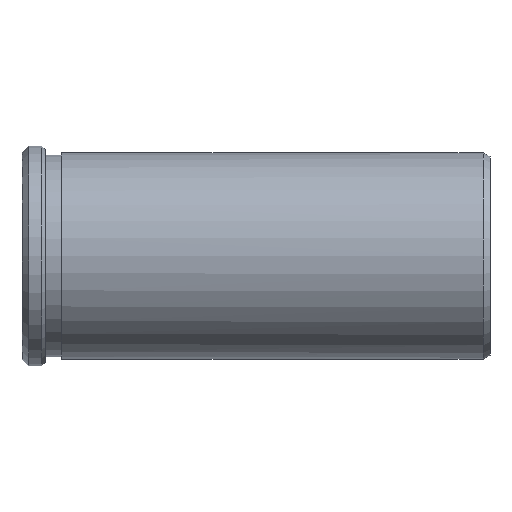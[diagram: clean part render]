
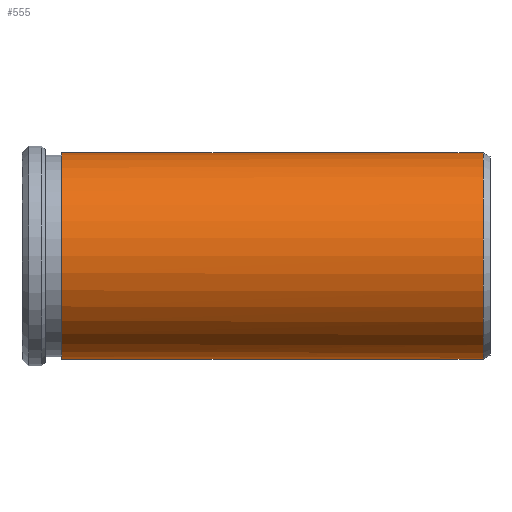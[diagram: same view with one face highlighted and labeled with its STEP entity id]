
A CAD part, top view. The second image highlights one B-rep face of the part: STEP entity #555.
In plain terms, the highlighted cylindrical face has radius 7.935 mm (diameter 15.87 mm), a full revolution.
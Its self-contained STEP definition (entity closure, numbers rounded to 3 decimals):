
#24=B_SPLINE_CURVE_WITH_KNOTS('',3,(#841,#842,#843,#844),.UNSPECIFIED.,
 .F.,.F.,(4,4),(0.,0.025),.UNSPECIFIED.);
#25=B_SPLINE_CURVE_WITH_KNOTS('',3,(#845,#846,#847,#848),.UNSPECIFIED.,
 .F.,.F.,(4,4),(-0.025,0.),.UNSPECIFIED.);
#27=B_SPLINE_CURVE_WITH_KNOTS('',3,(#926,#927,#928,#929,#930,#931,#932),
 .UNSPECIFIED.,.F.,.F.,(4,3,4),(-0.025,0.,0.025),
 .UNSPECIFIED.);
#32=CYLINDRICAL_SURFACE('',#616,7.935);
#49=FACE_OUTER_BOUND('',#76,.T.);
#76=EDGE_LOOP('',(#408,#409,#410,#411,#412,#413,#414,#415,#416,#417,#418,
#419,#420));
#106=CIRCLE('',#617,7.935);
#107=CIRCLE('',#618,7.935);
#108=CIRCLE('',#619,7.935);
#109=CIRCLE('',#620,7.935);
#123=LINE('',#815,#167);
#141=LINE('',#872,#185);
#151=LINE('',#920,#195);
#152=LINE('',#924,#196);
#153=LINE('',#934,#197);
#167=VECTOR('',#654,10.);
#185=VECTOR('',#678,10.);
#195=VECTOR('',#736,7.935);
#196=VECTOR('',#739,10.);
#197=VECTOR('',#740,10.);
#212=VERTEX_POINT('',#812);
#213=VERTEX_POINT('',#814);
#223=VERTEX_POINT('',#838);
#224=VERTEX_POINT('',#840);
#233=VERTEX_POINT('',#870);
#246=VERTEX_POINT('',#916);
#247=VERTEX_POINT('',#917);
#248=VERTEX_POINT('',#921);
#249=VERTEX_POINT('',#923);
#250=VERTEX_POINT('',#925);
#251=VERTEX_POINT('',#933);
#266=EDGE_CURVE('',#213,#212,#123,.T.);
#277=EDGE_CURVE('',#224,#223,#24,.T.);
#278=EDGE_CURVE('',#212,#224,#25,.T.);
#289=EDGE_CURVE('',#223,#233,#141,.T.);
#311=EDGE_CURVE('',#246,#247,#106,.T.);
#312=EDGE_CURVE('',#247,#246,#107,.T.);
#313=EDGE_CURVE('',#247,#224,#151,.T.);
#314=EDGE_CURVE('',#233,#248,#108,.T.);
#315=EDGE_CURVE('',#248,#249,#152,.T.);
#316=EDGE_CURVE('',#249,#250,#27,.T.);
#317=EDGE_CURVE('',#250,#251,#153,.T.);
#318=EDGE_CURVE('',#251,#213,#109,.T.);
#408=ORIENTED_EDGE('',*,*,#311,.F.);
#409=ORIENTED_EDGE('',*,*,#312,.F.);
#410=ORIENTED_EDGE('',*,*,#313,.T.);
#411=ORIENTED_EDGE('',*,*,#277,.T.);
#412=ORIENTED_EDGE('',*,*,#289,.T.);
#413=ORIENTED_EDGE('',*,*,#314,.T.);
#414=ORIENTED_EDGE('',*,*,#315,.T.);
#415=ORIENTED_EDGE('',*,*,#316,.T.);
#416=ORIENTED_EDGE('',*,*,#317,.T.);
#417=ORIENTED_EDGE('',*,*,#318,.T.);
#418=ORIENTED_EDGE('',*,*,#266,.T.);
#419=ORIENTED_EDGE('',*,*,#278,.T.);
#420=ORIENTED_EDGE('',*,*,#313,.F.);
#555=ADVANCED_FACE('',(#49),#32,.T.);
#616=AXIS2_PLACEMENT_3D('',#915,#730,#731);
#617=AXIS2_PLACEMENT_3D('',#918,#732,#733);
#618=AXIS2_PLACEMENT_3D('',#919,#734,#735);
#619=AXIS2_PLACEMENT_3D('',#922,#737,#738);
#620=AXIS2_PLACEMENT_3D('',#935,#741,#742);
#654=DIRECTION('',(1.,0.,0.));
#678=DIRECTION('',(-1.,0.,0.));
#730=DIRECTION('center_axis',(1.,0.,0.));
#731=DIRECTION('ref_axis',(0.,1.,0.));
#732=DIRECTION('center_axis',(1.,0.,0.));
#733=DIRECTION('ref_axis',(0.,1.,0.));
#734=DIRECTION('center_axis',(1.,0.,0.));
#735=DIRECTION('ref_axis',(0.,1.,0.));
#736=DIRECTION('',(-1.,0.,0.));
#737=DIRECTION('center_axis',(1.,0.,0.));
#738=DIRECTION('ref_axis',(0.,1.,0.));
#739=DIRECTION('',(1.,0.,0.));
#740=DIRECTION('',(-1.,0.,0.));
#741=DIRECTION('center_axis',(1.,0.,0.));
#742=DIRECTION('ref_axis',(0.,1.,0.));
#812=CARTESIAN_POINT('',(31.426,-7.931,0.25));
#814=CARTESIAN_POINT('',(3.048,-7.931,0.25));
#815=CARTESIAN_POINT('',(19.27,-7.931,0.25));
#838=CARTESIAN_POINT('',(31.426,-7.931,-0.25));
#840=CARTESIAN_POINT('',(31.428,-7.935,0.));
#841=CARTESIAN_POINT('Ctrl Pts',(31.428,-7.935,0.));
#842=CARTESIAN_POINT('Ctrl Pts',(31.428,-7.935,-0.083));
#843=CARTESIAN_POINT('Ctrl Pts',(31.427,-7.934,-0.166));
#844=CARTESIAN_POINT('Ctrl Pts',(31.426,-7.931,-0.25));
#845=CARTESIAN_POINT('Ctrl Pts',(31.426,-7.931,0.25));
#846=CARTESIAN_POINT('Ctrl Pts',(31.427,-7.934,0.166));
#847=CARTESIAN_POINT('Ctrl Pts',(31.428,-7.935,0.083));
#848=CARTESIAN_POINT('Ctrl Pts',(31.428,-7.935,0.));
#870=CARTESIAN_POINT('',(3.048,-7.931,-0.25));
#872=CARTESIAN_POINT('',(19.27,-7.931,-0.25));
#915=CARTESIAN_POINT('Origin',(19.27,0.,0.));
#916=CARTESIAN_POINT('',(35.492,7.935,0.));
#917=CARTESIAN_POINT('',(35.492,-7.935,0.));
#918=CARTESIAN_POINT('Origin',(35.492,0.,0.));
#919=CARTESIAN_POINT('Origin',(35.492,0.,0.));
#920=CARTESIAN_POINT('',(19.27,-7.935,0.));
#921=CARTESIAN_POINT('',(3.048,7.931,-0.25));
#922=CARTESIAN_POINT('Origin',(3.048,0.,0.));
#923=CARTESIAN_POINT('',(31.426,7.931,-0.25));
#924=CARTESIAN_POINT('',(19.27,7.931,-0.25));
#925=CARTESIAN_POINT('',(31.426,7.931,0.25));
#926=CARTESIAN_POINT('Ctrl Pts',(31.426,7.931,-0.25));
#927=CARTESIAN_POINT('Ctrl Pts',(31.427,7.934,-0.166));
#928=CARTESIAN_POINT('Ctrl Pts',(31.428,7.935,-0.083));
#929=CARTESIAN_POINT('Ctrl Pts',(31.428,7.935,0.));
#930=CARTESIAN_POINT('Ctrl Pts',(31.428,7.935,0.083));
#931=CARTESIAN_POINT('Ctrl Pts',(31.427,7.934,0.166));
#932=CARTESIAN_POINT('Ctrl Pts',(31.426,7.931,0.25));
#933=CARTESIAN_POINT('',(3.048,7.931,0.25));
#934=CARTESIAN_POINT('',(19.27,7.931,0.25));
#935=CARTESIAN_POINT('Origin',(3.048,0.,0.));
